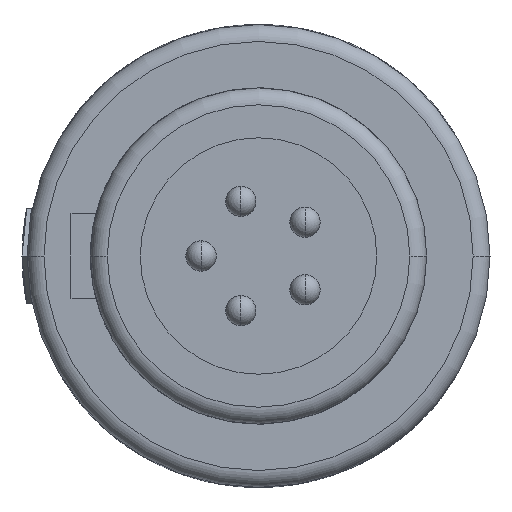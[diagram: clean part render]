
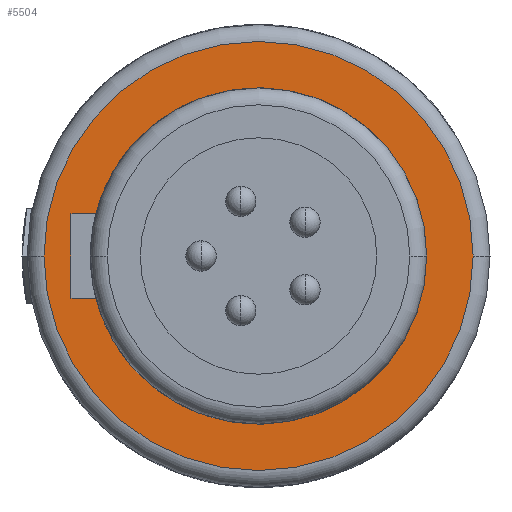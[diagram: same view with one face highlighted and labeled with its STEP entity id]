
A CAD part, left-side view. The second image highlights one B-rep face of the part: STEP entity #5504.
In plain terms, the highlighted planar face has unit normal (-1, 0, 0).
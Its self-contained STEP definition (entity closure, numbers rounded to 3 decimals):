
#1770=CARTESIAN_POINT('',(-6.7,0.,0.));
#1771=DIRECTION('',(-1.,0.,0.));
#1772=DIRECTION('',(0.,-1.,0.));
#1773=AXIS2_PLACEMENT_3D('',#1770,#1771,#1772);
#1775=CARTESIAN_POINT('',(-6.7,0.,0.));
#1776=DIRECTION('',(-1.,0.,0.));
#1777=DIRECTION('',(0.,1.,0.));
#1778=AXIS2_PLACEMENT_3D('',#1775,#1776,#1777);
#1780=DIRECTION('',(0.,1.,0.));
#1781=VECTOR('',#1780,0.735);
#1782=CARTESIAN_POINT('',(-6.7,4.815,-1.25));
#1783=LINE('',#1782,#1781);
#1784=DIRECTION('',(0.,1.,0.));
#1785=VECTOR('',#1784,0.735);
#1786=CARTESIAN_POINT('',(-6.7,4.815,1.25));
#1787=LINE('',#1786,#1785);
#1788=DIRECTION('',(0.,0.,1.));
#1789=VECTOR('',#1788,2.5);
#1790=CARTESIAN_POINT('',(-6.7,5.55,-1.25));
#1791=LINE('',#1790,#1789);
#1817=CARTESIAN_POINT('',(-6.7,0.,0.));
#1818=DIRECTION('',(1.,0.,0.));
#1819=DIRECTION('',(0.,0.968,0.251));
#1820=AXIS2_PLACEMENT_3D('',#1817,#1818,#1819);
#1854=CARTESIAN_POINT('',(-6.7,0.,0.));
#1855=DIRECTION('',(-1.,0.,0.));
#1856=DIRECTION('',(0.,0.968,-0.251));
#1857=AXIS2_PLACEMENT_3D('',#1854,#1855,#1856);
#2817=CARTESIAN_POINT('',(-6.7,-6.35,0.));
#2818=CARTESIAN_POINT('',(-6.7,6.35,0.));
#2819=VERTEX_POINT('',#2817);
#2820=VERTEX_POINT('',#2818);
#2833=CARTESIAN_POINT('',(-6.7,-4.975,0.));
#2834=VERTEX_POINT('',#2833);
#3189=CARTESIAN_POINT('',(-6.7,4.815,-1.25));
#3190=CARTESIAN_POINT('',(-6.7,5.55,-1.25));
#3191=VERTEX_POINT('',#3189);
#3192=VERTEX_POINT('',#3190);
#3193=CARTESIAN_POINT('',(-6.7,4.815,1.25));
#3194=CARTESIAN_POINT('',(-6.7,5.55,1.25));
#3195=VERTEX_POINT('',#3193);
#3196=VERTEX_POINT('',#3194);
#5482=CARTESIAN_POINT('',(-6.7,0.,0.));
#5483=DIRECTION('',(1.,0.,0.));
#5484=DIRECTION('',(0.,-1.,0.));
#5485=AXIS2_PLACEMENT_3D('',#5482,#5483,#5484);
#5486=PLANE('',#5485);
#5488=ORIENTED_EDGE('',*,*,#5487,.F.);
#5489=ORIENTED_EDGE('',*,*,#5465,.F.);
#5490=EDGE_LOOP('',(#5488,#5489));
#5491=FACE_OUTER_BOUND('',#5490,.F.);
#5493=ORIENTED_EDGE('',*,*,#5492,.F.);
#5495=ORIENTED_EDGE('',*,*,#5494,.T.);
#5497=ORIENTED_EDGE('',*,*,#5496,.F.);
#5499=ORIENTED_EDGE('',*,*,#5498,.T.);
#5501=ORIENTED_EDGE('',*,*,#5500,.F.);
#5502=EDGE_LOOP('',(#5493,#5495,#5497,#5499,#5501));
#5503=FACE_BOUND('',#5502,.F.);
#1774=CIRCLE('',#1773,6.35);
#1779=CIRCLE('',#1778,6.35);
#1821=CIRCLE('',#1820,4.975);
#1858=CIRCLE('',#1857,4.975);
#5465=EDGE_CURVE('',#2820,#2819,#1779,.T.);
#5487=EDGE_CURVE('',#2819,#2820,#1774,.T.);
#5492=EDGE_CURVE('',#3191,#3192,#1783,.T.);
#5494=EDGE_CURVE('',#3191,#2834,#1858,.T.);
#5496=EDGE_CURVE('',#3195,#2834,#1821,.T.);
#5498=EDGE_CURVE('',#3195,#3196,#1787,.T.);
#5500=EDGE_CURVE('',#3192,#3196,#1791,.T.);
#5504=ADVANCED_FACE('',(#5491,#5503),#5486,.F.);
